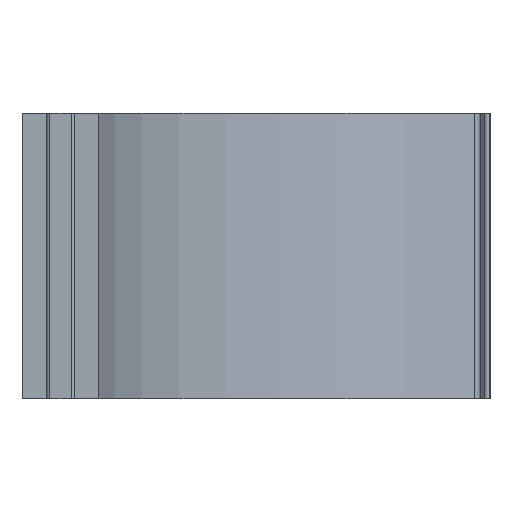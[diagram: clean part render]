
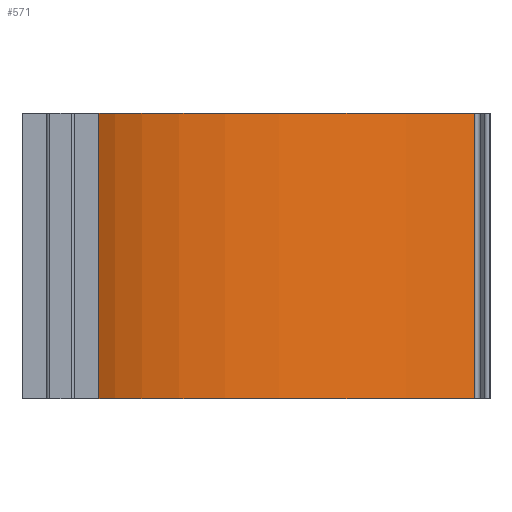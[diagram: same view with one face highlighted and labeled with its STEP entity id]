
A CAD part, front view. The second image highlights one B-rep face of the part: STEP entity #571.
In plain terms, the highlighted cylindrical face has radius 117.5 mm (diameter 235 mm), a partial arc.
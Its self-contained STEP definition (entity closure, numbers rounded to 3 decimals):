
#129 = VERTEX_POINT('',#130);
#130 = CARTESIAN_POINT('',(-17.5,116.19,0.));
#138 = EDGE_CURVE('',#129,#139,#141,.T.);
#139 = VERTEX_POINT('',#140);
#140 = CARTESIAN_POINT('',(-83.085,83.085,0.));
#141 = CIRCLE('',#142,117.5);
#142 = AXIS2_PLACEMENT_3D('',#143,#144,#145);
#143 = CARTESIAN_POINT('',(0.,0.,0.));
#144 = DIRECTION('',(0.,0.,1.));
#145 = DIRECTION('',(1.,0.,0.));
#147 = EDGE_CURVE('',#139,#148,#150,.T.);
#148 = VERTEX_POINT('',#149);
#149 = CARTESIAN_POINT('',(-116.19,17.5,0.));
#150 = CIRCLE('',#151,117.5);
#151 = AXIS2_PLACEMENT_3D('',#152,#153,#154);
#152 = CARTESIAN_POINT('',(0.,0.,0.));
#153 = DIRECTION('',(0.,0.,1.));
#154 = DIRECTION('',(1.,0.,0.));
#545 = EDGE_CURVE('',#129,#546,#548,.T.);
#546 = VERTEX_POINT('',#547);
#547 = CARTESIAN_POINT('',(-17.5,116.19,3.));
#548 = LINE('',#549,#550);
#549 = CARTESIAN_POINT('',(-17.5,116.19,0.));
#550 = VECTOR('',#551,1.);
#551 = DIRECTION('',(0.,0.,1.));
#571 = ADVANCED_FACE('',(#572),#609,.F.);
#572 = FACE_BOUND('',#573,.T.);
#573 = EDGE_LOOP('',(#574,#582,#591,#600,#606,#607,#608));
#574 = ORIENTED_EDGE('',*,*,#575,.T.);
#575 = EDGE_CURVE('',#546,#576,#578,.T.);
#576 = VERTEX_POINT('',#577);
#577 = CARTESIAN_POINT('',(-17.5,116.19,75.));
#578 = LINE('',#579,#580);
#579 = CARTESIAN_POINT('',(-17.5,116.19,0.));
#580 = VECTOR('',#581,1.);
#581 = DIRECTION('',(0.,0.,1.));
#582 = ORIENTED_EDGE('',*,*,#583,.F.);
#583 = EDGE_CURVE('',#584,#576,#586,.T.);
#584 = VERTEX_POINT('',#585);
#585 = CARTESIAN_POINT('',(-83.085,83.085,75.));
#586 = CIRCLE('',#587,117.5);
#587 = AXIS2_PLACEMENT_3D('',#588,#589,#590);
#588 = CARTESIAN_POINT('',(0.,0.,75.));
#589 = DIRECTION('',(0.,0.,-1.));
#590 = DIRECTION('',(0.,-1.,-0.));
#591 = ORIENTED_EDGE('',*,*,#592,.T.);
#592 = EDGE_CURVE('',#584,#593,#595,.T.);
#593 = VERTEX_POINT('',#594);
#594 = CARTESIAN_POINT('',(-116.19,17.5,75.));
#595 = CIRCLE('',#596,117.5);
#596 = AXIS2_PLACEMENT_3D('',#597,#598,#599);
#597 = CARTESIAN_POINT('',(0.,0.,75.));
#598 = DIRECTION('',(0.,0.,1.));
#599 = DIRECTION('',(1.,0.,0.));
#600 = ORIENTED_EDGE('',*,*,#601,.F.);
#601 = EDGE_CURVE('',#148,#593,#602,.T.);
#602 = LINE('',#603,#604);
#603 = CARTESIAN_POINT('',(-116.19,17.5,0.));
#604 = VECTOR('',#605,1.);
#605 = DIRECTION('',(0.,0.,1.));
#606 = ORIENTED_EDGE('',*,*,#147,.F.);
#607 = ORIENTED_EDGE('',*,*,#138,.F.);
#608 = ORIENTED_EDGE('',*,*,#545,.T.);
#609 = CYLINDRICAL_SURFACE('',#610,117.5);
#610 = AXIS2_PLACEMENT_3D('',#611,#612,#613);
#611 = CARTESIAN_POINT('',(0.,0.,0.));
#612 = DIRECTION('',(-0.,-0.,-1.));
#613 = DIRECTION('',(1.,0.,0.));
